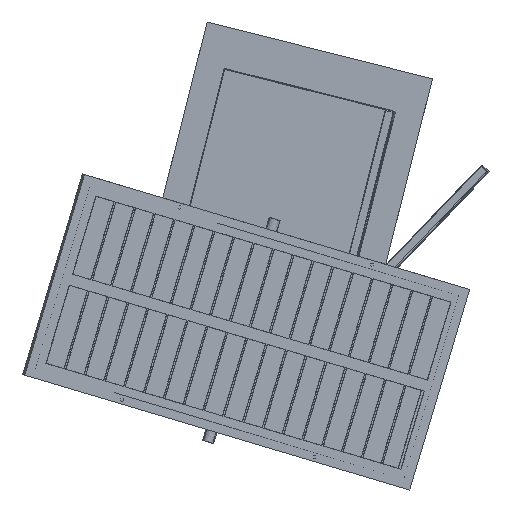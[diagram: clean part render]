
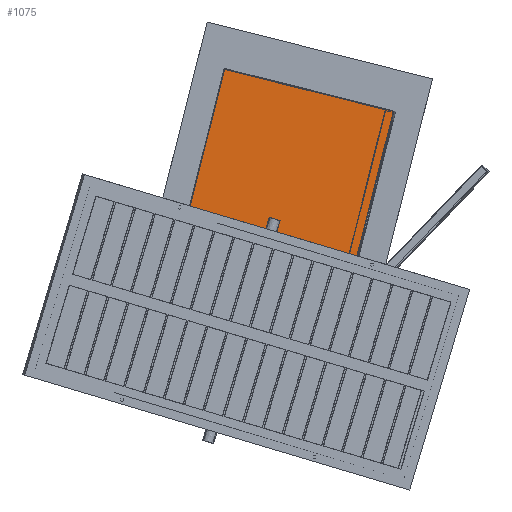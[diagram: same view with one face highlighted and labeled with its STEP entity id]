
A CAD part, top view. The second image highlights one B-rep face of the part: STEP entity #1075.
In plain terms, the highlighted free-form (B-spline) face has degree [1, 1] with [2, 2] control points.
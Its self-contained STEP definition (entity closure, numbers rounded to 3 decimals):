
#709 = VERTEX_POINT('',#710);
#710 = CARTESIAN_POINT('',(-572.338,662.146,
    170.673));
#730 = EDGE_CURVE('',#709,#731,#733,.T.);
#731 = VERTEX_POINT('',#732);
#732 = CARTESIAN_POINT('',(-614.858,672.868,
    170.241));
#733 = B_SPLINE_CURVE_WITH_KNOTS('',1,(#734,#735),.UNSPECIFIED.,.F.,.F.,
  (2,2),(-9.217,30.783),.PIECEWISE_BEZIER_KNOTS.);
#734 = CARTESIAN_POINT('',(-572.338,662.146,
    170.673));
#735 = CARTESIAN_POINT('',(-614.858,672.868,
    170.241));
#885 = VERTEX_POINT('',#886);
#886 = CARTESIAN_POINT('',(-644.71,1132.651,
    170.448));
#891 = EDGE_CURVE('',#892,#885,#894,.T.);
#892 = VERTEX_POINT('',#893);
#893 = CARTESIAN_POINT('',(-324.745,1051.971,
    173.698));
#894 = B_SPLINE_CURVE_WITH_KNOTS('',1,(#895,#896),.UNSPECIFIED.,.F.,.F.,
  (2,2),(0.,301.),.PIECEWISE_BEZIER_KNOTS.);
#895 = CARTESIAN_POINT('',(-324.745,1051.971,
    173.698));
#896 = CARTESIAN_POINT('',(-644.71,1132.651,
    170.448));
#919 = VERTEX_POINT('',#920);
#920 = CARTESIAN_POINT('',(-751.915,707.427,
    168.849));
#925 = EDGE_CURVE('',#885,#919,#926,.T.);
#926 = B_SPLINE_CURVE_WITH_KNOTS('',1,(#927,#928),.UNSPECIFIED.,.F.,.F.,
  (2,2),(0.,400.),.PIECEWISE_BEZIER_KNOTS.);
#927 = CARTESIAN_POINT('',(-644.71,1132.651,
    170.448));
#928 = CARTESIAN_POINT('',(-751.915,707.427,
    168.849));
#947 = EDGE_CURVE('',#948,#892,#950,.T.);
#948 = VERTEX_POINT('',#949);
#949 = CARTESIAN_POINT('',(-431.95,626.747,
    172.099));
#950 = B_SPLINE_CURVE_WITH_KNOTS('',1,(#951,#952),.UNSPECIFIED.,.F.,.F.,
  (2,2),(0.,400.),.PIECEWISE_BEZIER_KNOTS.);
#951 = CARTESIAN_POINT('',(-431.95,626.747,
    172.099));
#952 = CARTESIAN_POINT('',(-324.745,1051.971,
    173.698));
#1040 = EDGE_CURVE('',#919,#731,#1041,.T.);
#1041 = B_SPLINE_CURVE_WITH_KNOTS('',1,(#1042,#1043),.UNSPECIFIED.,.F.,
  .F.,(2,2),(0.,128.933),.PIECEWISE_BEZIER_KNOTS.);
#1042 = CARTESIAN_POINT('',(-751.915,707.427,
    168.849));
#1043 = CARTESIAN_POINT('',(-614.858,672.868,
    170.241));
#1066 = EDGE_CURVE('',#709,#948,#1067,.T.);
#1067 = B_SPLINE_CURVE_WITH_KNOTS('',1,(#1068,#1069),.UNSPECIFIED.,.F.,
  .F.,(2,2),(168.933,301.),.PIECEWISE_BEZIER_KNOTS.);
#1068 = CARTESIAN_POINT('',(-572.338,662.146,
    170.673));
#1069 = CARTESIAN_POINT('',(-431.95,626.747,
    172.099));
#1075 = ADVANCED_FACE('',(#1076),#1084,.T.);
#1076 = FACE_BOUND('',#1077,.T.);
#1077 = EDGE_LOOP('',(#1078,#1079,#1080,#1081,#1082,#1083));
#1078 = ORIENTED_EDGE('',*,*,#891,.T.);
#1079 = ORIENTED_EDGE('',*,*,#925,.T.);
#1080 = ORIENTED_EDGE('',*,*,#1040,.T.);
#1081 = ORIENTED_EDGE('',*,*,#730,.F.);
#1082 = ORIENTED_EDGE('',*,*,#1066,.T.);
#1083 = ORIENTED_EDGE('',*,*,#947,.T.);
#1084 = B_SPLINE_SURFACE_WITH_KNOTS('',1,1,(
    (#1085,#1086)
    ,(#1087,#1088
    )),.UNSPECIFIED.,.F.,.F.,.F.,(2,2),(2,2),(-200.,200.),(-150.5,150.5)
  ,.PIECEWISE_BEZIER_KNOTS.);
#1085 = CARTESIAN_POINT('',(-644.71,1132.651,
    170.448));
#1086 = CARTESIAN_POINT('',(-324.745,1051.971,
    173.698));
#1087 = CARTESIAN_POINT('',(-751.915,707.427,
    168.849));
#1088 = CARTESIAN_POINT('',(-431.95,626.747,
    172.099));
